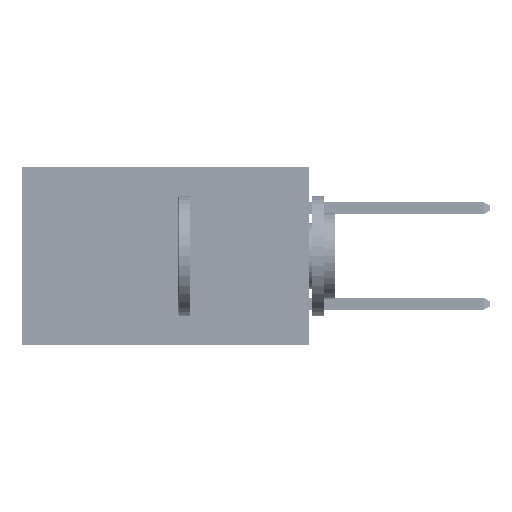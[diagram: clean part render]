
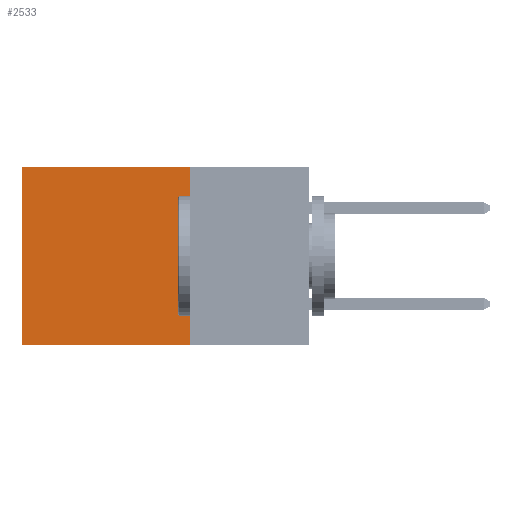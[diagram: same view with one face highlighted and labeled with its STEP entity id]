
A CAD part, left-side view. The second image highlights one B-rep face of the part: STEP entity #2533.
In plain terms, the highlighted planar face has unit normal (-1, 0, 0).
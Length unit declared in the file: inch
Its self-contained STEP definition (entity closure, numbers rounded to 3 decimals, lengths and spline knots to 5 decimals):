
#1115 = CARTESIAN_POINT ( 'NONE',  ( 0.2875, 0.6, -0.37 ) ) ;
#2533 = ADVANCED_FACE ( 'NONE', ( #41374 ), #26369, .F. ) ;
#3127 = EDGE_CURVE ( 'NONE', #35474, #3886, #21566, .T. ) ;
#3314 = CARTESIAN_POINT ( 'NONE',  ( 0.2875, 0.25, 0. ) ) ;
#3886 = VERTEX_POINT ( 'NONE', #34230 ) ;
#4107 = EDGE_CURVE ( 'NONE', #40972, #20818, #47063, .T. ) ;
#5623 = DIRECTION ( 'NONE',  ( 0., 0., -1. ) ) ;
#8711 = ORIENTED_EDGE ( 'NONE', *, *, #25140, .T. ) ;
#8921 = ORIENTED_EDGE ( 'NONE', *, *, #4107, .F. ) ;
#9293 = EDGE_CURVE ( 'NONE', #35474, #40972, #17380, .T. ) ;
#11556 = CARTESIAN_POINT ( 'NONE',  ( 0.2875, 0.25, 0. ) ) ;
#11980 = ORIENTED_EDGE ( 'NONE', *, *, #3127, .T. ) ;
#13507 = DIRECTION ( 'NONE',  ( 0., 1., 0. ) ) ;
#14520 = VECTOR ( 'NONE', #5623, 39.37008 ) ;
#15300 = DIRECTION ( 'NONE',  ( 1., 0., 0. ) ) ;
#17380 = LINE ( 'NONE', #24606, #14520 ) ;
#20818 = VERTEX_POINT ( 'NONE', #1115 ) ;
#21566 = LINE ( 'NONE', #46306, #36679 ) ;
#24606 = CARTESIAN_POINT ( 'NONE',  ( 0.2875, 0.25, 0. ) ) ;
#25140 = EDGE_CURVE ( 'NONE', #3886, #20818, #36174, .T. ) ;
#26241 = AXIS2_PLACEMENT_3D ( 'NONE', #11556, #15300, #27461 ) ;
#26369 = PLANE ( 'NONE',  #26241 ) ;
#27461 = DIRECTION ( 'NONE',  ( 0., 0., -1. ) ) ;
#28242 = CARTESIAN_POINT ( 'NONE',  ( 0.2875, 0.25, -0.37 ) ) ;
#29422 = CARTESIAN_POINT ( 'NONE',  ( 0.2875, 0.25, -0.37 ) ) ;
#34230 = CARTESIAN_POINT ( 'NONE',  ( 0.2875, 0.6, 0. ) ) ;
#35474 = VERTEX_POINT ( 'NONE', #3314 ) ;
#36059 = VECTOR ( 'NONE', #13507, 39.37008 ) ;
#36174 = LINE ( 'NONE', #39920, #38493 ) ;
#36679 = VECTOR ( 'NONE', #44396, 39.37008 ) ;
#38493 = VECTOR ( 'NONE', #47488, 39.37008 ) ;
#39178 = EDGE_LOOP ( 'NONE', ( #8711, #8921, #40831, #11980 ) ) ;
#39920 = CARTESIAN_POINT ( 'NONE',  ( 0.2875, 0.6, 0. ) ) ;
#40831 = ORIENTED_EDGE ( 'NONE', *, *, #9293, .F. ) ;
#40972 = VERTEX_POINT ( 'NONE', #28242 ) ;
#41374 = FACE_OUTER_BOUND ( 'NONE', #39178, .T. ) ;
#44396 = DIRECTION ( 'NONE',  ( 0., 1., 0. ) ) ;
#46306 = CARTESIAN_POINT ( 'NONE',  ( 0.2875, 0.25, 0. ) ) ;
#47063 = LINE ( 'NONE', #29422, #36059 ) ;
#47488 = DIRECTION ( 'NONE',  ( 0., 0., -1. ) ) ;
